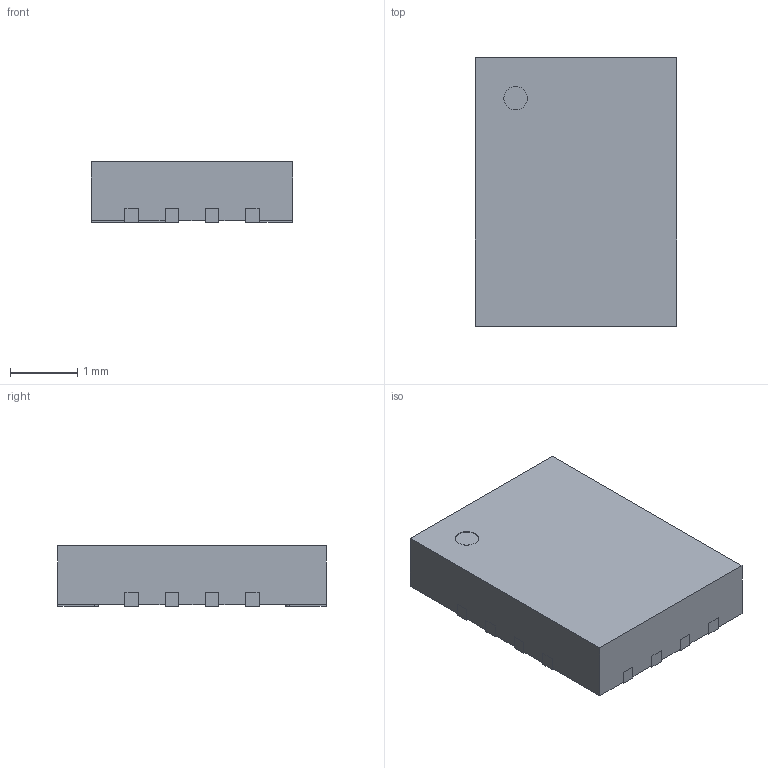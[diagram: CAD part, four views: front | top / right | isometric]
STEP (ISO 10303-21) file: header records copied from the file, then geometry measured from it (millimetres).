
FILE_DESCRIPTION (( 'STEP AP214' ), '1' );
FILE_NAME ('MPQ9842GL-AEC1 (QFN-16, 3x4).STEP', '2021-12-20T21:11:49', ( '' ), ( '' ), 'SwSTEP 2.0', 'SolidWorks 2021', '' );
FILE_SCHEMA (( 'AUTOMOTIVE_DESIGN' ));
Length unit declared in the file: millimetre
Products named in the file (1): MPQ9842GL-AEC1 (QFN-16, 3x4)
Bounding box: 3 x 4 x 0.9 mm (x, y, z)
Volume: 10.6 mm3; surface area: 49.7 mm2
Topology: 17 solids, 17 shells, 231 faces, 588 edges, 392 vertices
Faces by surface type: plane 169, cylinder 62
Entity records: 7135 total; most frequent: CARTESIAN_POINT 1212, DIRECTION 1176, ORIENTED_EDGE 1176, EDGE_CURVE 588, LINE 464, VECTOR 464, VERTEX_POINT 392, AXIS2_PLACEMENT_3D 356
